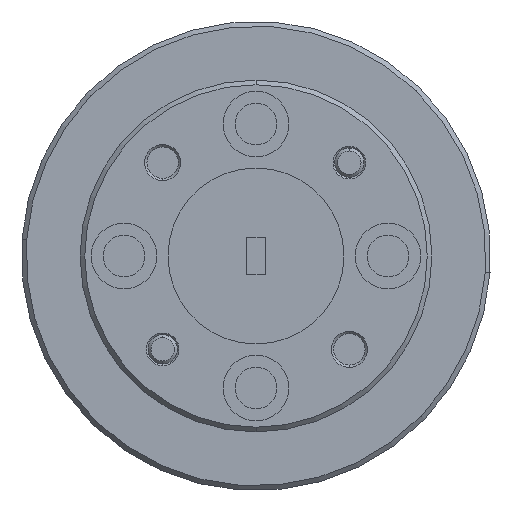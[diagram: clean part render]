
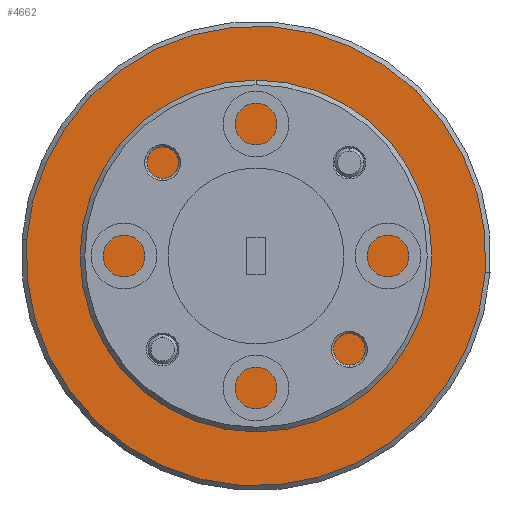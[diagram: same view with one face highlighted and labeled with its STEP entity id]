
A CAD part, left-side view. The second image highlights one B-rep face of the part: STEP entity #4662.
In plain terms, the highlighted planar face has unit normal (-1, 0, 0).
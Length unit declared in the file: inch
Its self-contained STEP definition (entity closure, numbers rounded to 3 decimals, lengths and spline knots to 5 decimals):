
#580 = DIRECTION ( 'NONE',  ( 0., -0.997, -0.072 ) ) ;
#606 = EDGE_LOOP ( 'NONE', ( #786, #8117 ) ) ;
#786 = ORIENTED_EDGE ( 'NONE', *, *, #8089, .T. ) ;
#1043 = EDGE_CURVE ( 'NONE', #2564, #4377, #6534, .T. ) ;
#1761 = DIRECTION ( 'NONE',  ( 0., -0.997, -0.072 ) ) ;
#1805 = CARTESIAN_POINT ( 'NONE',  ( -0.84389, 1.23329, 1.02795 ) ) ;
#1883 = CARTESIAN_POINT ( 'NONE',  ( -0.84389, 1.19741, 1.52666 ) ) ;
#1905 = PLANE ( 'NONE',  #4199 ) ;
#2082 = FACE_OUTER_BOUND ( 'NONE', #606, .T. ) ;
#2564 = VERTEX_POINT ( 'NONE', #5911 ) ;
#3228 = AXIS2_PLACEMENT_3D ( 'NONE', #1805, #5308, #6590 ) ;
#3340 = CIRCLE ( 'NONE', #3228, 0.49 ) ;
#4199 = AXIS2_PLACEMENT_3D ( 'NONE', #1883, #7454, #580 ) ;
#4377 = VERTEX_POINT ( 'NONE', #5069 ) ;
#4662 = ADVANCED_FACE ( 'NONE', ( #2082 ), #1905, .T. ) ;
#5069 = CARTESIAN_POINT ( 'NONE',  ( -0.84389, 1.72203, 1.06311 ) ) ;
#5308 = DIRECTION ( 'NONE',  ( -1., 0., 0. ) ) ;
#5911 = CARTESIAN_POINT ( 'NONE',  ( -0.84389, 0.74456, 0.99278 ) ) ;
#6534 = CIRCLE ( 'NONE', #8517, 0.49 ) ;
#6569 = DIRECTION ( 'NONE',  ( -1., 0., 0. ) ) ;
#6590 = DIRECTION ( 'NONE',  ( 0., -0.997, -0.072 ) ) ;
#7330 = CARTESIAN_POINT ( 'NONE',  ( -0.84389, 1.23329, 1.02795 ) ) ;
#7454 = DIRECTION ( 'NONE',  ( -1., 0., 0. ) ) ;
#8089 = EDGE_CURVE ( 'NONE', #4377, #2564, #3340, .T. ) ;
#8117 = ORIENTED_EDGE ( 'NONE', *, *, #1043, .T. ) ;
#8517 = AXIS2_PLACEMENT_3D ( 'NONE', #7330, #6569, #1761 ) ;
